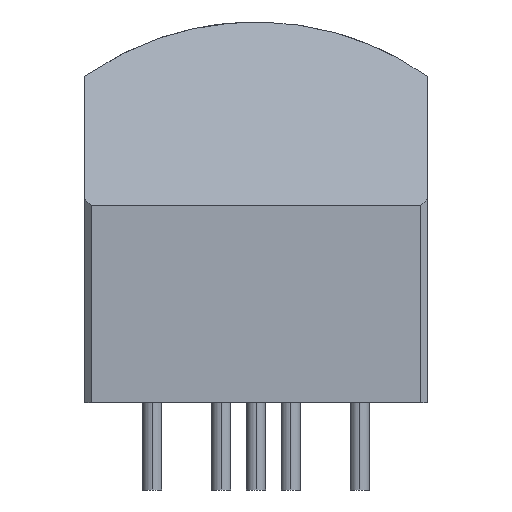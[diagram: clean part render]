
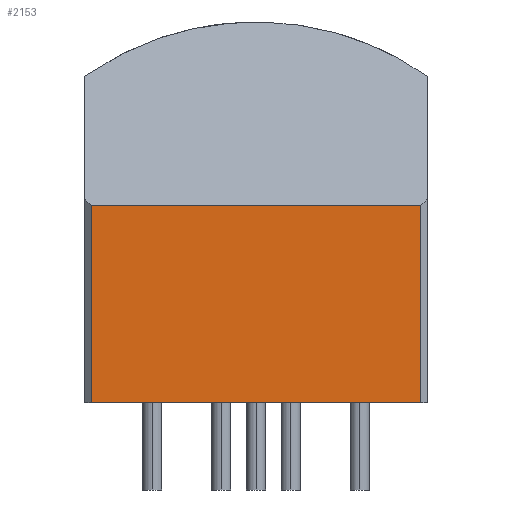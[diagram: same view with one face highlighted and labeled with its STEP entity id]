
A CAD part, left-side view. The second image highlights one B-rep face of the part: STEP entity #2153.
In plain terms, the highlighted planar face has unit normal (-1, 0, 0).
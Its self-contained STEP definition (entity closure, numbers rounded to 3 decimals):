
#2073=CARTESIAN_POINT('',(-6.59,-6.05,7.25));
#2074=VERTEX_POINT('',#2073);
#2106=CARTESIAN_POINT('',(-6.59,6.05,7.25));
#2107=VERTEX_POINT('',#2106);
#2114=CARTESIAN_POINT('',(-6.59,-6.05,7.25));
#2115=DIRECTION('',(0.0,1.0,0.0));
#2116=VECTOR('',#2115,12.1);
#2117=LINE('',#2114,#2116);
#2118=EDGE_CURVE('',#2074,#2107,#2117,.T.);
#2123=CARTESIAN_POINT('',(-6.59,-6.655,-0.363));
#2124=DIRECTION('',(1.0,0.0,0.0));
#2125=DIRECTION('',(0.0,1.0,0.0));
#2126=AXIS2_PLACEMENT_3D('',#2123,#2124,#2125);
#2127=PLANE('',#2126);
#2128=ORIENTED_EDGE('',*,*,#2118,.T.);
#2129=CARTESIAN_POINT('',(-6.59,6.05,0.0));
#2130=VERTEX_POINT('',#2129);
#2131=CARTESIAN_POINT('',(-6.59,6.05,0.0));
#2132=DIRECTION('',(0.0,0.0,1.0));
#2133=VECTOR('',#2132,7.25);
#2134=LINE('',#2131,#2133);
#2135=EDGE_CURVE('',#2130,#2107,#2134,.T.);
#2136=ORIENTED_EDGE('',*,*,#2135,.F.);
#2137=CARTESIAN_POINT('',(-6.59,-6.05,0.0));
#2138=VERTEX_POINT('',#2137);
#2139=CARTESIAN_POINT('',(-6.59,6.05,0.0));
#2140=DIRECTION('',(0.0,-1.0,0.0));
#2141=VECTOR('',#2140,12.1);
#2142=LINE('',#2139,#2141);
#2143=EDGE_CURVE('',#2130,#2138,#2142,.T.);
#2144=ORIENTED_EDGE('',*,*,#2143,.T.);
#2145=CARTESIAN_POINT('',(-6.59,-6.05,7.25));
#2146=DIRECTION('',(0.0,0.0,-1.0));
#2147=VECTOR('',#2146,7.25);
#2148=LINE('',#2145,#2147);
#2149=EDGE_CURVE('',#2074,#2138,#2148,.T.);
#2150=ORIENTED_EDGE('',*,*,#2149,.F.);
#2151=EDGE_LOOP('',(#2128,#2136,#2144,#2150));
#2152=FACE_OUTER_BOUND('',#2151,.T.);
#2153=ADVANCED_FACE('',(#2152),#2127,.F.);
